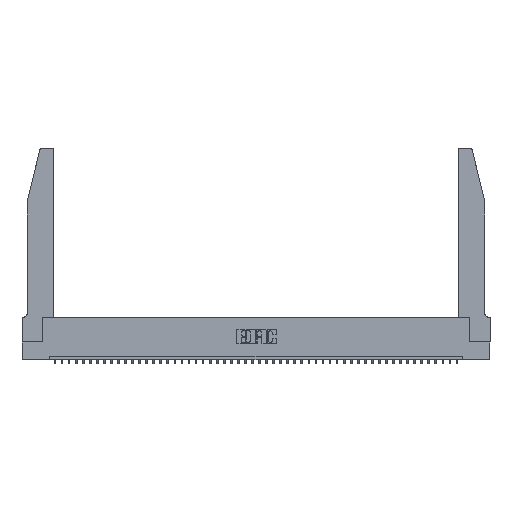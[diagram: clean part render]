
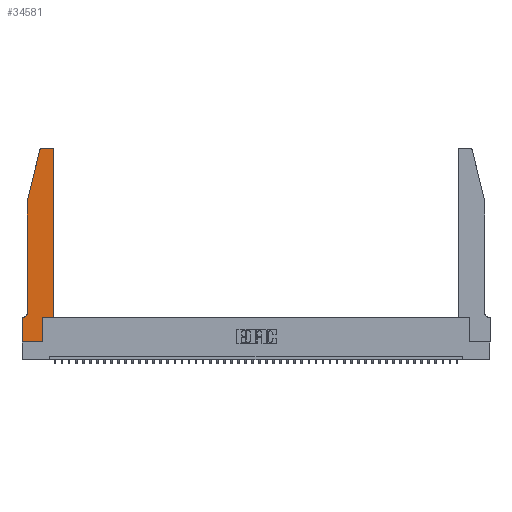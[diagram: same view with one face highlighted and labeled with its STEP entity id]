
A CAD part, top view. The second image highlights one B-rep face of the part: STEP entity #34581.
In plain terms, the highlighted planar face has unit normal (0, 0, 1).
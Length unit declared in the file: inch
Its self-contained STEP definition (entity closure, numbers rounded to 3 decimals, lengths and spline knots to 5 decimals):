
#31 = AXIS2_PLACEMENT_3D ( 'NONE', #42959, #4029, #3742 ) ;
#64 = ORIENTED_EDGE ( 'NONE', *, *, #30634, .T. ) ;
#1103 = LINE ( 'NONE', #43888, #39809 ) ;
#1209 = CARTESIAN_POINT ( 'NONE',  ( 0.0055, 0.35, 0.37 ) ) ;
#1259 = CARTESIAN_POINT ( 'NONE',  ( 0.4205, 2.75, 0.37 ) ) ;
#1484 = DIRECTION ( 'NONE',  ( 0., -1., 0. ) ) ;
#1789 = CARTESIAN_POINT ( 'NONE',  ( 0.4205, 2.72, 0.37 ) ) ;
#2522 = EDGE_CURVE ( 'NONE', #9392, #10926, #12451, .T. ) ;
#3742 = DIRECTION ( 'NONE',  ( 1., 0., 0. ) ) ;
#4029 = DIRECTION ( 'NONE',  ( 0., 0., 1. ) ) ;
#4422 = VECTOR ( 'NONE', #28247, 39.37008 ) ;
#4535 = AXIS2_PLACEMENT_3D ( 'NONE', #1789, #31283, #17141 ) ;
#4630 = CARTESIAN_POINT ( 'NONE',  ( 0.0755, 2., 0.37 ) ) ;
#5263 = ORIENTED_EDGE ( 'NONE', *, *, #35351, .T. ) ;
#5512 = DIRECTION ( 'NONE',  ( -1., 0., 0. ) ) ;
#6180 = DIRECTION ( 'NONE',  ( -1., 0., 0. ) ) ;
#6550 = VERTEX_POINT ( 'NONE', #12169 ) ;
#7308 = ORIENTED_EDGE ( 'NONE', *, *, #46239, .T. ) ;
#7476 = ORIENTED_EDGE ( 'NONE', *, *, #8684, .T. ) ;
#7814 = LINE ( 'NONE', #38720, #4422 ) ;
#8422 = VERTEX_POINT ( 'NONE', #20356 ) ;
#8684 = EDGE_CURVE ( 'NONE', #36967, #12365, #26271, .T. ) ;
#9392 = VERTEX_POINT ( 'NONE', #36592 ) ;
#9409 = VECTOR ( 'NONE', #43536, 39.37008 ) ;
#10148 = ORIENTED_EDGE ( 'NONE', *, *, #41243, .T. ) ;
#10926 = VERTEX_POINT ( 'NONE', #1209 ) ;
#11487 = DIRECTION ( 'NONE',  ( 0., 1., 0. ) ) ;
#11934 = VERTEX_POINT ( 'NONE', #1259 ) ;
#12134 = CARTESIAN_POINT ( 'NONE',  ( 0.4505, 0.35, 0.37 ) ) ;
#12169 = CARTESIAN_POINT ( 'NONE',  ( 0.284, 2.75, 0.37 ) ) ;
#12279 = VERTEX_POINT ( 'NONE', #24068 ) ;
#12365 = VERTEX_POINT ( 'NONE', #27517 ) ;
#12451 = CIRCLE ( 'NONE', #13700, 0.07 ) ;
#12789 = EDGE_CURVE ( 'NONE', #43104, #11934, #19157, .T. ) ;
#12990 = CARTESIAN_POINT ( 'NONE',  ( 0.284, 2.72, 0.37 ) ) ;
#13589 = ORIENTED_EDGE ( 'NONE', *, *, #29999, .T. ) ;
#13700 = AXIS2_PLACEMENT_3D ( 'NONE', #43612, #25498, #25957 ) ;
#13953 = CARTESIAN_POINT ( 'NONE',  ( 0., 0.35, 0.37 ) ) ;
#14538 = LINE ( 'NONE', #4630, #20155 ) ;
#15497 = EDGE_CURVE ( 'NONE', #24656, #9392, #43411, .T. ) ;
#16163 = ORIENTED_EDGE ( 'NONE', *, *, #44557, .T. ) ;
#16520 = DIRECTION ( 'NONE',  ( 1., 0., 0. ) ) ;
#17141 = DIRECTION ( 'NONE',  ( 1., 0., 0. ) ) ;
#19157 = CIRCLE ( 'NONE', #4535, 0.03 ) ;
#19210 = EDGE_LOOP ( 'NONE', ( #13589, #64, #44222, #43921, #37971, #7308, #7476, #16163, #10148, #5263, #30899, #30611 ) ) ;
#20155 = VECTOR ( 'NONE', #22905, 39.37008 ) ;
#20356 = CARTESIAN_POINT ( 'NONE',  ( 0.25487, 2.72718, 0.37 ) ) ;
#20545 = LINE ( 'NONE', #32837, #9409 ) ;
#21269 = CARTESIAN_POINT ( 'NONE',  ( 0., 0., 0.37 ) ) ;
#21820 = CIRCLE ( 'NONE', #44573, 0.03 ) ;
#22905 = DIRECTION ( 'NONE',  ( -0.239, -0.971, 0. ) ) ;
#24068 = CARTESIAN_POINT ( 'NONE',  ( 0.2865, 0.35, 0.37 ) ) ;
#24368 = EDGE_CURVE ( 'NONE', #30472, #43104, #34591, .T. ) ;
#24656 = VERTEX_POINT ( 'NONE', #25415 ) ;
#25415 = CARTESIAN_POINT ( 'NONE',  ( 0.0755, 2., 0.37 ) ) ;
#25498 = DIRECTION ( 'NONE',  ( 0., 0., -1. ) ) ;
#25595 = FACE_OUTER_BOUND ( 'NONE', #19210, .T. ) ;
#25703 = VECTOR ( 'NONE', #31971, 39.37008 ) ;
#25957 = DIRECTION ( 'NONE',  ( -1., 0., 0. ) ) ;
#26271 = LINE ( 'NONE', #21269, #25703 ) ;
#26394 = CARTESIAN_POINT ( 'NONE',  ( 0.4505, 2.72, 0.37 ) ) ;
#26724 = CARTESIAN_POINT ( 'NONE',  ( 0.0755, 2., 0.37 ) ) ;
#27517 = CARTESIAN_POINT ( 'NONE',  ( 0., 0., 0.37 ) ) ;
#28247 = DIRECTION ( 'NONE',  ( 1., 0., 0. ) ) ;
#28872 = DIRECTION ( 'NONE',  ( 0., 1., 0. ) ) ;
#29999 = EDGE_CURVE ( 'NONE', #11934, #6550, #1103, .T. ) ;
#30472 = VERTEX_POINT ( 'NONE', #40768 ) ;
#30503 = DIRECTION ( 'NONE',  ( 0., 0., 1. ) ) ;
#30611 = ORIENTED_EDGE ( 'NONE', *, *, #12789, .T. ) ;
#30634 = EDGE_CURVE ( 'NONE', #6550, #8422, #21820, .T. ) ;
#30656 = CARTESIAN_POINT ( 'NONE',  ( 0.2865, 0., 0.37 ) ) ;
#30899 = ORIENTED_EDGE ( 'NONE', *, *, #24368, .T. ) ;
#31283 = DIRECTION ( 'NONE',  ( 0., 0., 1. ) ) ;
#31904 = VECTOR ( 'NONE', #6180, 39.37008 ) ;
#31971 = DIRECTION ( 'NONE',  ( 0., -1., 0. ) ) ;
#32432 = VERTEX_POINT ( 'NONE', #30656 ) ;
#32837 = CARTESIAN_POINT ( 'NONE',  ( 0.4505, 0.35, 0.37 ) ) ;
#34581 = ADVANCED_FACE ( 'NONE', ( #25595 ), #43893, .T. ) ;
#34591 = LINE ( 'NONE', #12134, #43370 ) ;
#35351 = EDGE_CURVE ( 'NONE', #12279, #30472, #20545, .T. ) ;
#35633 = VECTOR ( 'NONE', #28872, 39.37008 ) ;
#35706 = VECTOR ( 'NONE', #1484, 39.37008 ) ;
#36592 = CARTESIAN_POINT ( 'NONE',  ( 0.0755, 0.42, 0.37 ) ) ;
#36967 = VERTEX_POINT ( 'NONE', #13953 ) ;
#37478 = LINE ( 'NONE', #38272, #31904 ) ;
#37971 = ORIENTED_EDGE ( 'NONE', *, *, #2522, .T. ) ;
#38272 = CARTESIAN_POINT ( 'NONE',  ( 0.0755, 0.35, 0.37 ) ) ;
#38720 = CARTESIAN_POINT ( 'NONE',  ( 0., 0., 0.37 ) ) ;
#39504 = CARTESIAN_POINT ( 'NONE',  ( 0.2865, 0.35, 0.37 ) ) ;
#39809 = VECTOR ( 'NONE', #5512, 39.37008 ) ;
#40768 = CARTESIAN_POINT ( 'NONE',  ( 0.4505, 0.35, 0.37 ) ) ;
#41243 = EDGE_CURVE ( 'NONE', #32432, #12279, #41718, .T. ) ;
#41718 = LINE ( 'NONE', #39504, #35633 ) ;
#42959 = CARTESIAN_POINT ( 'NONE',  ( 0., 0.35, 0.37 ) ) ;
#43104 = VERTEX_POINT ( 'NONE', #26394 ) ;
#43370 = VECTOR ( 'NONE', #11487, 39.37008 ) ;
#43411 = LINE ( 'NONE', #26724, #35706 ) ;
#43536 = DIRECTION ( 'NONE',  ( 1., 0., 0. ) ) ;
#43612 = CARTESIAN_POINT ( 'NONE',  ( 0.0055, 0.42, 0.37 ) ) ;
#43888 = CARTESIAN_POINT ( 'NONE',  ( 0.2605, 2.75, 0.37 ) ) ;
#43893 = PLANE ( 'NONE',  #31 ) ;
#43921 = ORIENTED_EDGE ( 'NONE', *, *, #15497, .T. ) ;
#44222 = ORIENTED_EDGE ( 'NONE', *, *, #45530, .T. ) ;
#44557 = EDGE_CURVE ( 'NONE', #12365, #32432, #7814, .T. ) ;
#44573 = AXIS2_PLACEMENT_3D ( 'NONE', #12990, #30503, #16520 ) ;
#45530 = EDGE_CURVE ( 'NONE', #8422, #24656, #14538, .T. ) ;
#46239 = EDGE_CURVE ( 'NONE', #10926, #36967, #37478, .T. ) ;
